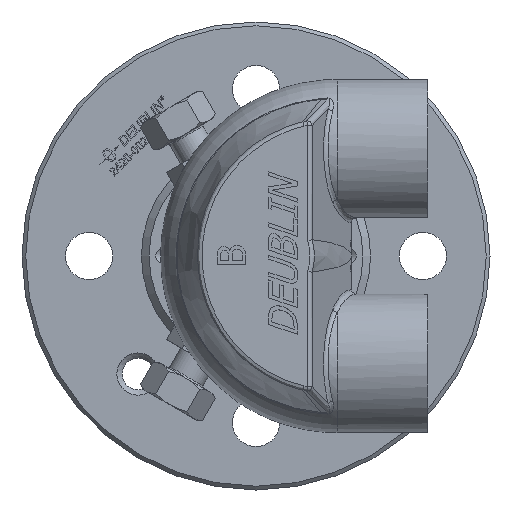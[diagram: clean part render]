
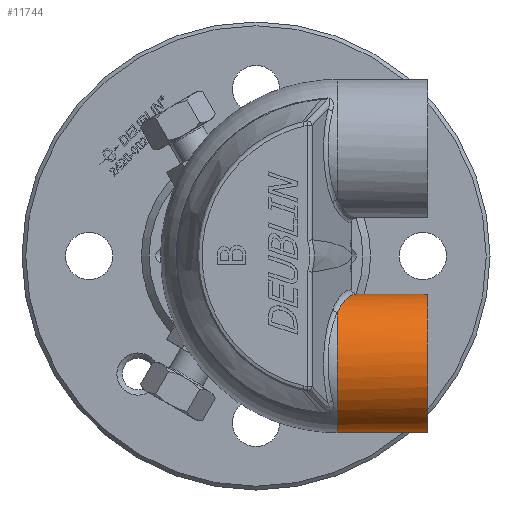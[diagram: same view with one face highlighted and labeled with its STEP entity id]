
A CAD part, left-side view. The second image highlights one B-rep face of the part: STEP entity #11744.
In plain terms, the highlighted cylindrical face has radius 14.5 mm (diameter 29 mm), a full revolution.
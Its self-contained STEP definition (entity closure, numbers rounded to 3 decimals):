
#34=ELLIPSE('',#12425,15.688,14.5);
#393=B_SPLINE_CURVE_WITH_KNOTS('',3,(#17825,#17826,#17827,#17828,#17829,
#17830),.UNSPECIFIED.,.F.,.F.,(4,1,1,4),(12.298,12.884,
13.275,13.666),.UNSPECIFIED.);
#1112=LINE('',#17975,#2117);
#1120=LINE('',#18709,#2125);
#2117=VECTOR('',#13654,10.);
#2125=VECTOR('',#13744,14.5);
#2794=CYLINDRICAL_SURFACE('',#12445,14.5);
#3504=FACE_OUTER_BOUND('',#4179,.T.);
#4179=EDGE_LOOP('',(#8944,#8945,#8946,#8947,#8948,#8949,#8950));
#4724=CIRCLE('',#12383,14.5);
#4760=CIRCLE('',#12446,14.5);
#5234=VERTEX_POINT('',#17535);
#5235=VERTEX_POINT('',#17543);
#5262=VERTEX_POINT('',#17818);
#5265=VERTEX_POINT('',#17962);
#5287=VERTEX_POINT('',#18707);
#6545=EDGE_CURVE('',#5234,#5235,#4724,.T.);
#6579=EDGE_CURVE('',#5262,#5234,#393,.T.);
#6586=EDGE_CURVE('',#5262,#5265,#1112,.T.);
#6611=EDGE_CURVE('',#5235,#5265,#34,.T.);
#6637=EDGE_CURVE('',#5287,#5287,#4760,.T.);
#6638=EDGE_CURVE('',#5287,#5265,#1120,.T.);
#8944=ORIENTED_EDGE('',*,*,#6637,.T.);
#8945=ORIENTED_EDGE('',*,*,#6638,.T.);
#8946=ORIENTED_EDGE('',*,*,#6611,.F.);
#8947=ORIENTED_EDGE('',*,*,#6545,.F.);
#8948=ORIENTED_EDGE('',*,*,#6579,.F.);
#8949=ORIENTED_EDGE('',*,*,#6586,.T.);
#8950=ORIENTED_EDGE('',*,*,#6638,.F.);
#11744=ADVANCED_FACE('',(#3504),#2794,.T.);
#12383=AXIS2_PLACEMENT_3D('',#17544,#13601,#13602);
#12425=AXIS2_PLACEMENT_3D('',#18254,#13696,#13697);
#12445=AXIS2_PLACEMENT_3D('',#18706,#13740,#13741);
#12446=AXIS2_PLACEMENT_3D('',#18708,#13742,#13743);
#13601=DIRECTION('center_axis',(0.,1.,0.));
#13602=DIRECTION('ref_axis',(0.,0.,
-1.));
#13654=DIRECTION('',(0.,-1.,0.));
#13696=DIRECTION('center_axis',(0.382,0.924,0.));
#13697=DIRECTION('ref_axis',(-0.924,0.382,0.));
#13740=DIRECTION('center_axis',(0.,-1.,0.));
#13741=DIRECTION('ref_axis',(0.,0.,
-1.));
#13742=DIRECTION('center_axis',(0.,1.,0.));
#13743=DIRECTION('ref_axis',(0.,0.,
-1.));
#13744=DIRECTION('',(0.,1.,0.));
#17535=CARTESIAN_POINT('',(-30.359,-17.,-12.985));
#17543=CARTESIAN_POINT('',(-51.159,-17.,-11.868));
#17544=CARTESIAN_POINT('Origin',(-41.3,-17.,-22.5));
#17818=CARTESIAN_POINT('',(-41.3,-19.799,-8.));
#17825=CARTESIAN_POINT('Ctrl Pts',(-41.3,-19.799,
-8.));
#17826=CARTESIAN_POINT('Ctrl Pts',(-39.471,-19.799,
-8.));
#17827=CARTESIAN_POINT('Ctrl Pts',(-36.422,-19.597,
-8.589));
#17828=CARTESIAN_POINT('Ctrl Pts',(-32.732,-18.626,
-10.626));
#17829=CARTESIAN_POINT('Ctrl Pts',(-31.06,-17.626,-12.178));
#17830=CARTESIAN_POINT('Ctrl Pts',(-30.359,-17.,-12.985));
#17962=CARTESIAN_POINT('',(-41.3,-21.072,-8.));
#17975=CARTESIAN_POINT('',(-41.3,-17.,-8.));
#18254=CARTESIAN_POINT('Origin',(-41.3,-21.072,-22.5));
#18706=CARTESIAN_POINT('Origin',(-41.3,-17.,-22.5));
#18707=CARTESIAN_POINT('',(-41.3,-36.,-8.));
#18708=CARTESIAN_POINT('Origin',(-41.3,-36.,-22.5));
#18709=CARTESIAN_POINT('',(-41.3,-17.,-8.));
